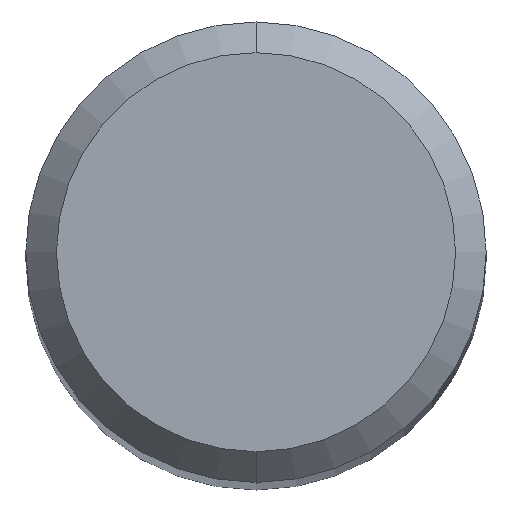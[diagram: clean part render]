
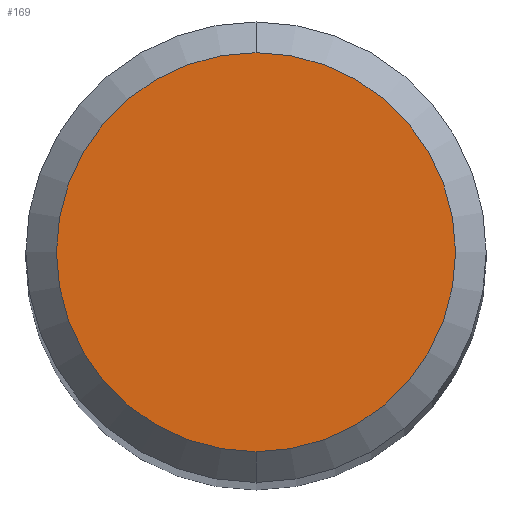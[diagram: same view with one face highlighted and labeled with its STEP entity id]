
A CAD part, top view. The second image highlights one B-rep face of the part: STEP entity #169.
In plain terms, the highlighted planar face has unit normal (0, 0, 1).
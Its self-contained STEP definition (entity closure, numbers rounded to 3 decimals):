
#161=VERTEX_POINT('',#314);
#169=ADVANCED_FACE('',(#322),#323,.T.);
#189=VERTEX_POINT('',#343);
#193=EDGE_CURVE('',#189,#161,#348,.T.);
#215=EDGE_CURVE('',#161,#189,#374,.T.);
#314=CARTESIAN_POINT('',(0.0,2.6,0.0));
#322=FACE_OUTER_BOUND('',#496,.T.);
#323=PLANE('',#497);
#343=CARTESIAN_POINT('',(0.,-2.6,0.0));
#348=CIRCLE('',#530,2.6);
#374=CIRCLE('',#563,2.6);
#496=EDGE_LOOP('',(#672,#673));
#497=AXIS2_PLACEMENT_3D('',#674,#675,#676);
#530=AXIS2_PLACEMENT_3D('',#705,#706,#707);
#563=AXIS2_PLACEMENT_3D('',#746,#747,#748);
#672=ORIENTED_EDGE('',*,*,#215,.F.);
#673=ORIENTED_EDGE('',*,*,#193,.F.);
#674=CARTESIAN_POINT('',(0.0,1.3,0.0));
#675=DIRECTION('',(-0.0,0.0,1.0));
#676=DIRECTION('',(0.0,-1.0,0.0));
#705=CARTESIAN_POINT('',(0.0,0.0,0.0));
#706=DIRECTION('',(0.0,0.0,-1.0));
#707=DIRECTION('',(0.0,1.0,0.0));
#746=CARTESIAN_POINT('',(0.0,0.0,0.0));
#747=DIRECTION('',(0.0,0.0,-1.0));
#748=DIRECTION('',(0.0,1.0,0.0));
